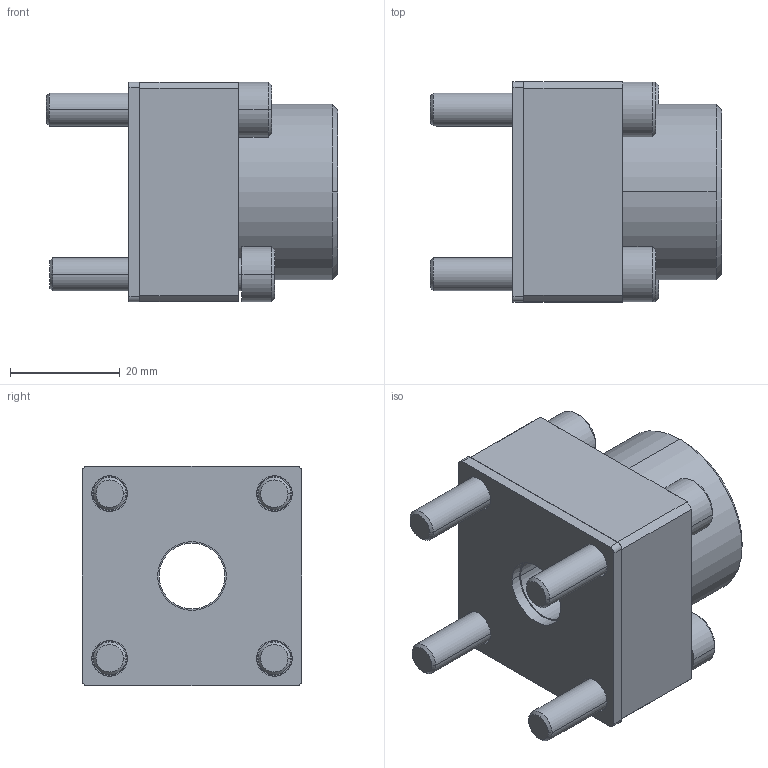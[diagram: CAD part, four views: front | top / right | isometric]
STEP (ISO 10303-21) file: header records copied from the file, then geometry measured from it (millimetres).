
FILE_DESCRIPTION(('Creo Elements/Direct Modeling STEP Export'),'2;1');
FILE_NAME('96.1029_Linearführungseinheit-MMS-44_40x40-Ø12-(Kugelbuchse-ballig).stp','2022-12-12T14:09:32',(''),(''),'PTC Creo Elements/Direct Modeling STEP processor for AP214 (Solid Model)','PTC Creo Elements/Direct Modeling 19.0C 15-Aug-2015 (C) Parametric Technology GmbH','');
FILE_SCHEMA(('AUTOMOTIVE_DESIGN { 1 0 10303 214 1 1 1 1 }'));
Length unit declared in the file: millimetre
Products named in the file (5): Super-Kugelbuchse_LMES12UU-Ø12xØ22x32-2xDichtung_301757_PX183399; Lagergehäuse-Normkugelbuchse_LMES12UU_96.1028_PX183400; Zylinderschraube-DIN912_M6x35-8.8-verz_202991_PX183401.3; Anschlagblech_t-2mm_96.1026_PX183392; Linearführungseinheit-MMS-44_40x40-Ø12-Kugelbuchse-ballig_96.1029
_PX183402
Assembly tree (7 placements, depth 2):
  Linearführungseinheit-MMS-44_40x40-Ø12-Kugelbuchse-ballig_96.1029
_PX183402
    Zylinderschraube-DIN912_M6x35-8.8-verz_202991_PX183401.3  x4
    Anschlagblech_t-2mm_96.1026_PX183392
    Lagergehäuse-Normkugelbuchse_LMES12UU_96.1028_PX183400
    Super-Kugelbuchse_LMES12UU-Ø12xØ22x32-2xDichtung_301757_PX183399
Bounding box: 53 x 40 x 40 mm (x, y, z)
Volume: 45005 mm3; surface area: 22476.3 mm2
Topology: 7 solids, 7 shells, 152 faces, 343 edges, 219 vertices
Faces by surface type: cylinder 68, plane 60, cone 20, torus 4
Entity records: 2796 total; most frequent: ORIENTED_EDGE 434, DIRECTION 412, CARTESIAN_POINT 397, EDGE_CURVE 217, AXIS2_PLACEMENT_3D 156, VERTEX_POINT 141, EDGE_LOOP 122, VECTOR 100
